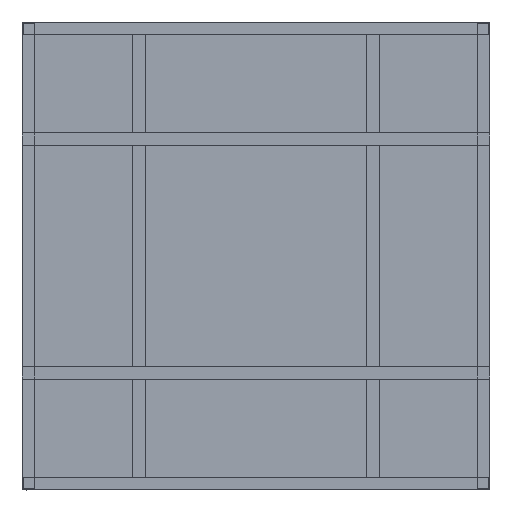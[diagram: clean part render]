
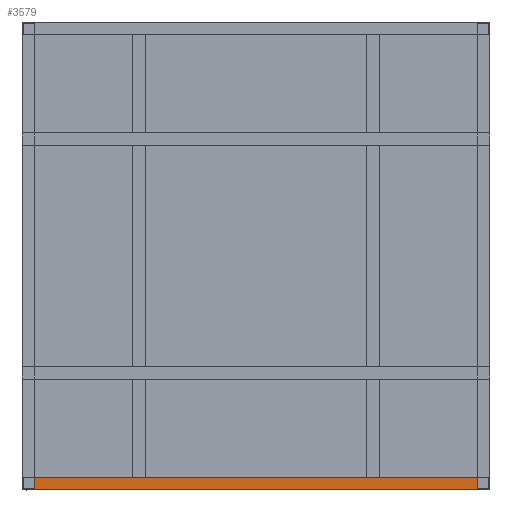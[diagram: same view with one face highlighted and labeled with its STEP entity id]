
A CAD part, left-side view. The second image highlights one B-rep face of the part: STEP entity #3579.
In plain terms, the highlighted planar face has unit normal (-1, 0, 0).
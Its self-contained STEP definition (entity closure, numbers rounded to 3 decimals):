
#769=FACE_OUTER_BOUND('',#1056,.T.);
#1056=EDGE_LOOP('',(#3282,#3283,#3284,#3285));
#1307=LINE('',#6245,#1564);
#1315=LINE('',#6260,#1572);
#1316=LINE('',#6262,#1573);
#1317=LINE('',#6263,#1574);
#1564=VECTOR('',#5213,10.);
#1572=VECTOR('',#5225,10.);
#1573=VECTOR('',#5228,10.);
#1574=VECTOR('',#5229,10.);
#1858=VERTEX_POINT('',#6242);
#1859=VERTEX_POINT('',#6244);
#1863=VERTEX_POINT('',#6256);
#1864=VERTEX_POINT('',#6258);
#2331=EDGE_CURVE('',#1858,#1859,#1307,.T.);
#2339=EDGE_CURVE('',#1863,#1864,#1315,.T.);
#2340=EDGE_CURVE('',#1858,#1863,#1316,.T.);
#2341=EDGE_CURVE('',#1859,#1864,#1317,.T.);
#3282=ORIENTED_EDGE('',*,*,#2340,.T.);
#3283=ORIENTED_EDGE('',*,*,#2339,.T.);
#3284=ORIENTED_EDGE('',*,*,#2341,.F.);
#3285=ORIENTED_EDGE('',*,*,#2331,.F.);
#3368=PLANE('',#4064);
#3579=ADVANCED_FACE('',(#769),#3368,.T.);
#4064=AXIS2_PLACEMENT_3D('',#6261,#5226,#5227);
#5213=DIRECTION('',(0.,0.,1.));
#5225=DIRECTION('',(0.,0.,1.));
#5226=DIRECTION('center_axis',(-1.,0.,0.));
#5227=DIRECTION('ref_axis',(0.,-1.,0.));
#5228=DIRECTION('',(0.,-1.,0.));
#5229=DIRECTION('',(0.,-1.,0.));
#6242=CARTESIAN_POINT('',(0.,25.4,0.));
#6244=CARTESIAN_POINT('',(0.,25.4,914.4));
#6245=CARTESIAN_POINT('',(0.,25.4,0.));
#6256=CARTESIAN_POINT('',(0.,0.,0.));
#6258=CARTESIAN_POINT('',(0.,0.,914.4));
#6260=CARTESIAN_POINT('',(0.,0.,0.));
#6261=CARTESIAN_POINT('Origin',(0.,25.4,0.));
#6262=CARTESIAN_POINT('',(0.,25.4,0.));
#6263=CARTESIAN_POINT('',(0.,25.4,914.4));
